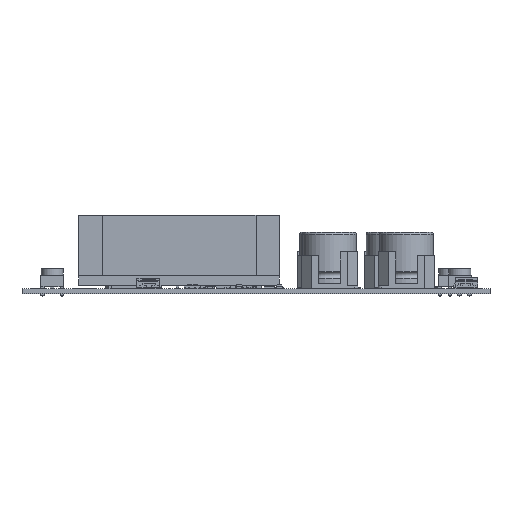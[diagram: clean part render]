
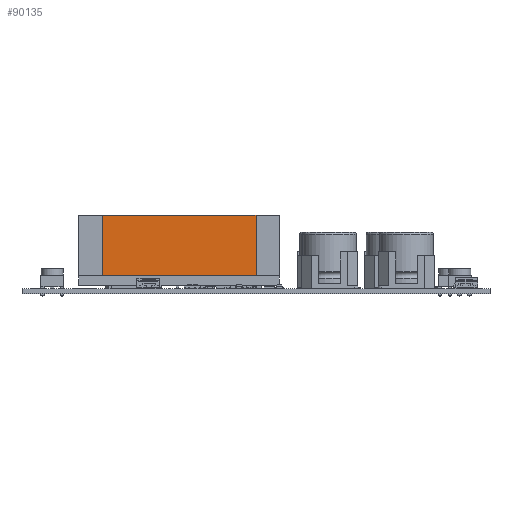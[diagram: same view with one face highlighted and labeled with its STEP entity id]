
A CAD part, front view. The second image highlights one B-rep face of the part: STEP entity #90135.
In plain terms, the highlighted face is planar.
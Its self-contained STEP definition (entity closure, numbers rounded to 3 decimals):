
#5867=PLANE('',#96394);
#9793=FACE_OUTER_BOUND('',#14915,.T.);
#14915=EDGE_LOOP('',(#67436,#67437,#67438,#67439));
#22796=LINE('',#130162,#33310);
#22797=LINE('',#130164,#33311);
#22798=LINE('',#130166,#33312);
#22799=LINE('',#130167,#33313);
#33310=VECTOR('',#106027,1000.);
#33311=VECTOR('',#106028,1000.);
#33312=VECTOR('',#106029,1000.);
#33313=VECTOR('',#106030,1000.);
#43687=VERTEX_POINT('',#130160);
#43688=VERTEX_POINT('',#130161);
#43689=VERTEX_POINT('',#130163);
#43690=VERTEX_POINT('',#130165);
#52641=EDGE_CURVE('',#43687,#43688,#22796,.T.);
#52642=EDGE_CURVE('',#43689,#43687,#22797,.T.);
#52643=EDGE_CURVE('',#43690,#43689,#22798,.T.);
#52644=EDGE_CURVE('',#43690,#43688,#22799,.T.);
#67436=ORIENTED_EDGE('',*,*,#52641,.F.);
#67437=ORIENTED_EDGE('',*,*,#52642,.F.);
#67438=ORIENTED_EDGE('',*,*,#52643,.F.);
#67439=ORIENTED_EDGE('',*,*,#52644,.T.);
#90135=ADVANCED_FACE('',(#9793),#5867,.F.);
#96394=AXIS2_PLACEMENT_3D('',#130159,#106025,#106026);
#106025=DIRECTION('center_axis',(1.,0.,0.));
#106026=DIRECTION('ref_axis',(0.,1.,0.));
#106027=DIRECTION('',(0.,0.,-1.));
#106028=DIRECTION('',(0.,-1.,0.));
#106029=DIRECTION('',(0.,0.,1.));
#106030=DIRECTION('',(0.,-1.,0.));
#130159=CARTESIAN_POINT('Origin',(-28.25,30.,22.));
#130160=CARTESIAN_POINT('',(-28.25,-23.,22.));
#130161=CARTESIAN_POINT('',(-28.25,-23.,3.8));
#130162=CARTESIAN_POINT('',(-28.25,-23.,22.));
#130163=CARTESIAN_POINT('',(-28.25,23.,22.));
#130164=CARTESIAN_POINT('',(-28.25,30.,22.));
#130165=CARTESIAN_POINT('',(-28.25,23.,3.8));
#130166=CARTESIAN_POINT('',(-28.25,23.,22.));
#130167=CARTESIAN_POINT('',(-28.25,30.,3.8));
